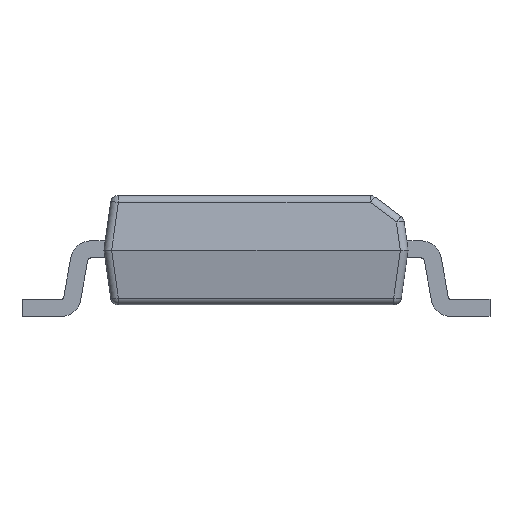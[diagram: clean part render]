
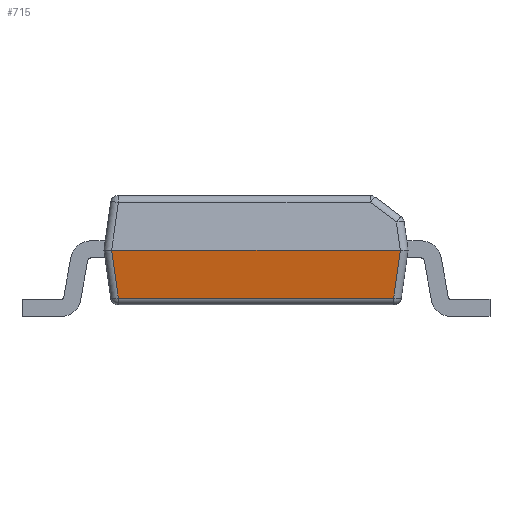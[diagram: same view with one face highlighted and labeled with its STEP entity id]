
A CAD part, left-side view. The second image highlights one B-rep face of the part: STEP entity #715.
In plain terms, the highlighted planar face has unit normal (-0.99, 0, -0.139).
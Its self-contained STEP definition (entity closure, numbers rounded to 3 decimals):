
#19 = CARTESIAN_POINT ( 'NONE',  ( -2.45, 1.851, 0. ) ) ;
#23 = CARTESIAN_POINT ( 'NONE',  ( -2.364, -1.852, -0.614 ) ) ;
#715 = ADVANCED_FACE ( 'NONE', ( #5310 ), #9663, .T. ) ;
#1428 = ORIENTED_EDGE ( 'NONE', *, *, #13620, .T. ) ;
#1503 = CARTESIAN_POINT ( 'NONE',  ( -2.45, -1.851, 0. ) ) ;
#2724 = VECTOR ( 'NONE', #10963, 1000. ) ;
#3316 = EDGE_CURVE ( 'NONE', #14185, #15469, #12155, .T. ) ;
#4135 = DIRECTION ( 'NONE',  ( -0.139, 0., 0.99 ) ) ;
#4314 = CARTESIAN_POINT ( 'NONE',  ( -2.452, 1.853, 0.013 ) ) ;
#4345 = AXIS2_PLACEMENT_3D ( 'NONE', #14828, #13680, #4135 ) ;
#4461 = DIRECTION ( 'NONE',  ( 0., -1., 0. ) ) ;
#4528 = EDGE_LOOP ( 'NONE', ( #12738, #1428, #6386, #8735 ) ) ;
#5014 = VERTEX_POINT ( 'NONE', #19 ) ;
#5084 = VERTEX_POINT ( 'NONE', #1503 ) ;
#5310 = FACE_OUTER_BOUND ( 'NONE', #4528, .T. ) ;
#6059 = EDGE_CURVE ( 'NONE', #5014, #5084, #13983, .T. ) ;
#6386 = ORIENTED_EDGE ( 'NONE', *, *, #3316, .T. ) ;
#8460 = VECTOR ( 'NONE', #4461, 1000. ) ;
#8735 = ORIENTED_EDGE ( 'NONE', *, *, #10730, .T. ) ;
#9663 = PLANE ( 'NONE',  #4345 ) ;
#10087 = CARTESIAN_POINT ( 'NONE',  ( -2.45, 1.95, 0. ) ) ;
#10730 = EDGE_CURVE ( 'NONE', #15469, #5084, #11051, .T. ) ;
#10963 = DIRECTION ( 'NONE',  ( -0.138, -0.138, 0.981 ) ) ;
#11051 = LINE ( 'NONE', #15140, #2724 ) ;
#12155 = LINE ( 'NONE', #23, #13742 ) ;
#12738 = ORIENTED_EDGE ( 'NONE', *, *, #6059, .F. ) ;
#13620 = EDGE_CURVE ( 'NONE', #5014, #14185, #14116, .T. ) ;
#13680 = DIRECTION ( 'NONE',  ( -0.99, 0., -0.139 ) ) ;
#13742 = VECTOR ( 'NONE', #16211, 1000. ) ;
#13932 = DIRECTION ( 'NONE',  ( 0.138, -0.138, -0.981 ) ) ;
#13983 = LINE ( 'NONE', #10087, #8460 ) ;
#14116 = LINE ( 'NONE', #4314, #14245 ) ;
#14185 = VERTEX_POINT ( 'NONE', #15505 ) ;
#14245 = VECTOR ( 'NONE', #13932, 1000. ) ;
#14463 = CARTESIAN_POINT ( 'NONE',  ( -2.364, -1.765, -0.614 ) ) ;
#14828 = CARTESIAN_POINT ( 'NONE',  ( -2.45, 1.95, 0. ) ) ;
#15140 = CARTESIAN_POINT ( 'NONE',  ( -2.378, -1.779, -0.514 ) ) ;
#15469 = VERTEX_POINT ( 'NONE', #14463 ) ;
#15505 = CARTESIAN_POINT ( 'NONE',  ( -2.364, 1.765, -0.614 ) ) ;
#16211 = DIRECTION ( 'NONE',  ( 0., -1., 0. ) ) ;
